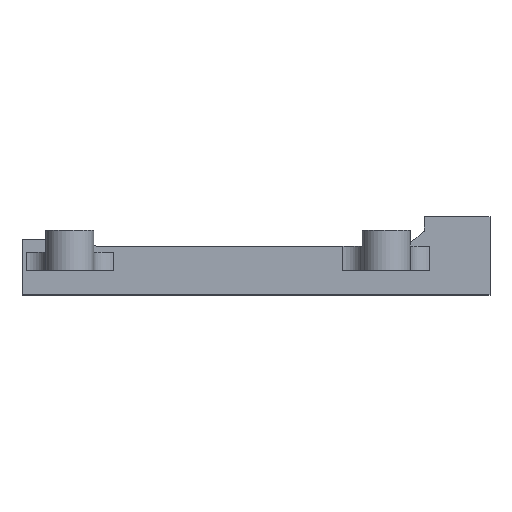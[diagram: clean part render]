
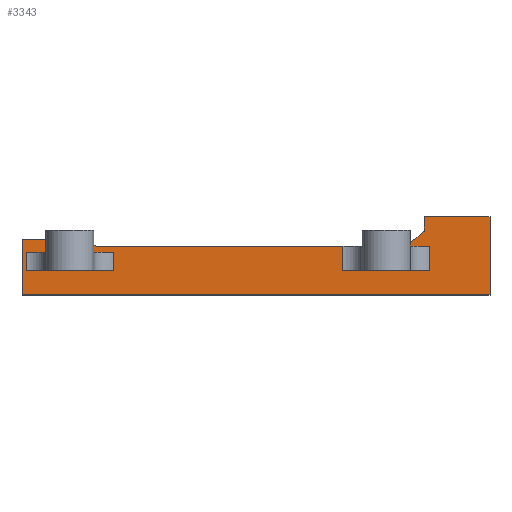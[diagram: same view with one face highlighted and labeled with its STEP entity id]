
A CAD part, top view. The second image highlights one B-rep face of the part: STEP entity #3343.
In plain terms, the highlighted planar face has unit normal (0, 0, 1).
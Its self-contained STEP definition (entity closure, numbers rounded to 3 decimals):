
#24=FACE_BOUND('',#410,.T.);
#237=FACE_OUTER_BOUND('',#409,.T.);
#409=EDGE_LOOP('',(#2959,#2960,#2961,#2962,#2963,#2964,#2965,#2966,#2967,
#2968,#2969,#2970,#2971));
#410=EDGE_LOOP('',(#2972,#2973,#2974,#2975));
#667=LINE('',#4921,#1104);
#690=LINE('',#5021,#1127);
#693=LINE('',#5031,#1130);
#697=LINE('',#5045,#1134);
#700=LINE('',#5053,#1137);
#701=LINE('',#5057,#1138);
#704=LINE('',#5065,#1141);
#708=LINE('',#5077,#1145);
#813=LINE('',#5285,#1250);
#816=LINE('',#5291,#1253);
#820=LINE('',#5300,#1257);
#823=LINE('',#5306,#1260);
#835=LINE('',#5325,#1272);
#836=LINE('',#5327,#1273);
#839=LINE('',#5334,#1276);
#847=LINE('',#5357,#1284);
#848=LINE('',#5359,#1285);
#1104=VECTOR('',#3931,1000.);
#1127=VECTOR('',#4028,1000.);
#1130=VECTOR('',#4037,1000.);
#1134=VECTOR('',#4051,1000.);
#1137=VECTOR('',#4058,1000.);
#1138=VECTOR('',#4063,1000.);
#1141=VECTOR('',#4070,1000.);
#1145=VECTOR('',#4090,1000.);
#1250=VECTOR('',#4317,10.);
#1253=VECTOR('',#4322,1000.);
#1257=VECTOR('',#4328,1000.);
#1260=VECTOR('',#4333,1000.);
#1272=VECTOR('',#4349,1000.);
#1273=VECTOR('',#4352,10.);
#1276=VECTOR('',#4359,10.);
#1284=VECTOR('',#4391,1000.);
#1285=VECTOR('',#4394,10.);
#1491=VERTEX_POINT('',#4918);
#1492=VERTEX_POINT('',#4920);
#1531=VERTEX_POINT('',#5018);
#1532=VERTEX_POINT('',#5020);
#1535=VERTEX_POINT('',#5028);
#1536=VERTEX_POINT('',#5030);
#1541=VERTEX_POINT('',#5044);
#1544=VERTEX_POINT('',#5052);
#1545=VERTEX_POINT('',#5056);
#1548=VERTEX_POINT('',#5064);
#1589=VERTEX_POINT('',#5282);
#1590=VERTEX_POINT('',#5284);
#1592=VERTEX_POINT('',#5290);
#1595=VERTEX_POINT('',#5297);
#1596=VERTEX_POINT('',#5299);
#1598=VERTEX_POINT('',#5305);
#1608=VERTEX_POINT('',#5355);
#1859=EDGE_CURVE('',#1491,#1492,#667,.T.);
#1909=EDGE_CURVE('',#1531,#1532,#690,.T.);
#1914=EDGE_CURVE('',#1535,#1536,#693,.T.);
#1921=EDGE_CURVE('',#1535,#1541,#697,.T.);
#1925=EDGE_CURVE('',#1544,#1536,#700,.T.);
#1927=EDGE_CURVE('',#1531,#1545,#701,.T.);
#1931=EDGE_CURVE('',#1548,#1532,#704,.T.);
#1936=EDGE_CURVE('',#1548,#1545,#708,.T.);
#2041=EDGE_CURVE('',#1589,#1590,#813,.T.);
#2044=EDGE_CURVE('',#1590,#1592,#816,.T.);
#2048=EDGE_CURVE('',#1595,#1596,#820,.T.);
#2051=EDGE_CURVE('',#1596,#1598,#823,.T.);
#2063=EDGE_CURVE('',#1589,#1492,#835,.T.);
#2064=EDGE_CURVE('',#1544,#1595,#836,.F.);
#2069=EDGE_CURVE('',#1592,#1541,#839,.T.);
#2079=EDGE_CURVE('',#1598,#1608,#847,.T.);
#2080=EDGE_CURVE('',#1491,#1608,#848,.F.);
#2959=ORIENTED_EDGE('',*,*,#2080,.T.);
#2960=ORIENTED_EDGE('',*,*,#2079,.F.);
#2961=ORIENTED_EDGE('',*,*,#2051,.F.);
#2962=ORIENTED_EDGE('',*,*,#2048,.F.);
#2963=ORIENTED_EDGE('',*,*,#2064,.F.);
#2964=ORIENTED_EDGE('',*,*,#1925,.T.);
#2965=ORIENTED_EDGE('',*,*,#1914,.F.);
#2966=ORIENTED_EDGE('',*,*,#1921,.T.);
#2967=ORIENTED_EDGE('',*,*,#2069,.F.);
#2968=ORIENTED_EDGE('',*,*,#2044,.F.);
#2969=ORIENTED_EDGE('',*,*,#2041,.F.);
#2970=ORIENTED_EDGE('',*,*,#2063,.T.);
#2971=ORIENTED_EDGE('',*,*,#1859,.F.);
#2972=ORIENTED_EDGE('',*,*,#1909,.F.);
#2973=ORIENTED_EDGE('',*,*,#1927,.T.);
#2974=ORIENTED_EDGE('',*,*,#1936,.F.);
#2975=ORIENTED_EDGE('',*,*,#1931,.T.);
#3180=PLANE('',#3560);
#3343=ADVANCED_FACE('',(#237,#24),#3180,.F.);
#3560=AXIS2_PLACEMENT_3D('',#5358,#4392,#4393);
#3931=DIRECTION('',(-1.,0.,0.));
#4028=DIRECTION('',(1.,0.,0.));
#4037=DIRECTION('',(1.,0.,0.));
#4051=DIRECTION('',(0.,1.,0.));
#4058=DIRECTION('',(0.,-1.,0.));
#4063=DIRECTION('',(0.,1.,0.));
#4070=DIRECTION('',(0.,-1.,0.));
#4090=DIRECTION('',(-1.,0.,0.));
#4317=DIRECTION('',(1.,0.,0.));
#4322=DIRECTION('',(0.984,-0.177,0.));
#4328=DIRECTION('',(0.766,0.643,0.));
#4333=DIRECTION('',(0.,1.,0.));
#4349=DIRECTION('',(0.,-1.,0.));
#4352=DIRECTION('',(1.,0.,0.));
#4359=DIRECTION('',(1.,0.,0.));
#4391=DIRECTION('',(1.,0.,0.));
#4392=DIRECTION('center_axis',(0.,0.,-1.));
#4393=DIRECTION('ref_axis',(0.,-1.,0.));
#4394=DIRECTION('',(0.,-1.,0.));
#4918=CARTESIAN_POINT('',(48.848,-2.147,0.));
#4920=CARTESIAN_POINT('',(0.,-2.147,0.));
#4921=CARTESIAN_POINT('',(0.,-2.147,0.));
#5018=CARTESIAN_POINT('',(0.496,0.4,0.));
#5020=CARTESIAN_POINT('',(9.499,0.4,0.));
#5021=CARTESIAN_POINT('',(0.,0.4,0.));
#5028=CARTESIAN_POINT('',(33.5,0.4,0.));
#5030=CARTESIAN_POINT('',(42.5,0.4,0.));
#5031=CARTESIAN_POINT('',(0.,0.4,0.));
#5044=CARTESIAN_POINT('',(33.5,2.924,0.));
#5045=CARTESIAN_POINT('',(33.5,6.,0.));
#5052=CARTESIAN_POINT('',(42.5,2.924,0.));
#5053=CARTESIAN_POINT('',(42.5,6.,0.));
#5056=CARTESIAN_POINT('',(0.496,2.28,0.));
#5057=CARTESIAN_POINT('',(0.496,6.,0.));
#5064=CARTESIAN_POINT('',(9.499,2.28,0.));
#5065=CARTESIAN_POINT('',(9.499,6.,0.));
#5077=CARTESIAN_POINT('',(2.496,2.28,0.));
#5282=CARTESIAN_POINT('',(0.,3.644,0.));
#5284=CARTESIAN_POINT('',(3.922,3.644,0.));
#5285=CARTESIAN_POINT('',(0.,3.644,0.));
#5290=CARTESIAN_POINT('',(7.922,2.924,0.));
#5291=CARTESIAN_POINT('',(7.5,3.,0.));
#5297=CARTESIAN_POINT('',(40.122,2.924,0.));
#5299=CARTESIAN_POINT('',(42.,4.5,0.));
#5300=CARTESIAN_POINT('',(39.354,2.28,0.));
#5305=CARTESIAN_POINT('',(42.,6.,0.));
#5306=CARTESIAN_POINT('',(42.,4.5,0.));
#5325=CARTESIAN_POINT('',(0.,6.,0.));
#5327=CARTESIAN_POINT('',(5.75,2.924,0.));
#5334=CARTESIAN_POINT('',(5.75,2.924,0.));
#5355=CARTESIAN_POINT('',(48.848,6.,0.));
#5357=CARTESIAN_POINT('',(0.,6.,0.));
#5358=CARTESIAN_POINT('Origin',(0.,6.,0.));
#5359=CARTESIAN_POINT('',(48.848,6.,0.));
